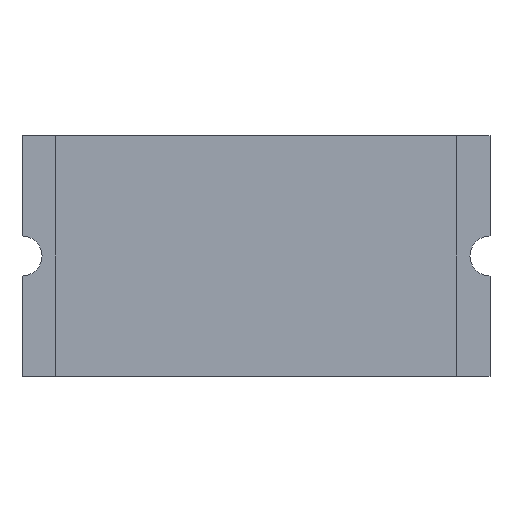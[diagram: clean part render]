
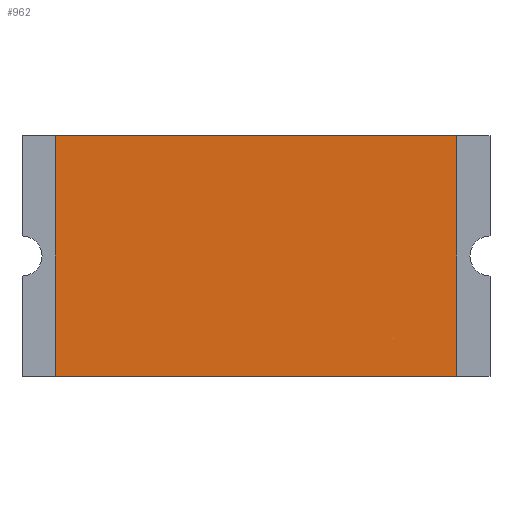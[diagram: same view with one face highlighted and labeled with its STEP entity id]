
A CAD part, front view. The second image highlights one B-rep face of the part: STEP entity #962.
In plain terms, the highlighted planar face has unit normal (0, -1, 0).
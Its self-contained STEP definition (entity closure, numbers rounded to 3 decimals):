
#60=FACE_OUTER_BOUND('',#114,.T.);
#114=EDGE_LOOP('',(#757,#758,#759,#760));
#202=LINE('',#1447,#330);
#205=LINE('',#1452,#333);
#207=LINE('',#1456,#335);
#208=LINE('',#1458,#336);
#330=VECTOR('',#1186,10.);
#333=VECTOR('',#1191,10.);
#335=VECTOR('',#1195,10.);
#336=VECTOR('',#1198,10.);
#441=VERTEX_POINT('',#1444);
#442=VERTEX_POINT('',#1446);
#443=VERTEX_POINT('',#1450);
#444=VERTEX_POINT('',#1454);
#550=EDGE_CURVE('',#441,#442,#202,.T.);
#553=EDGE_CURVE('',#443,#441,#205,.T.);
#555=EDGE_CURVE('',#444,#443,#207,.T.);
#556=EDGE_CURVE('',#442,#444,#208,.T.);
#757=ORIENTED_EDGE('',*,*,#553,.F.);
#758=ORIENTED_EDGE('',*,*,#555,.F.);
#759=ORIENTED_EDGE('',*,*,#556,.F.);
#760=ORIENTED_EDGE('',*,*,#550,.F.);
#908=PLANE('',#1038);
#962=ADVANCED_FACE('',(#60),#908,.F.);
#1038=AXIS2_PLACEMENT_3D('',#1459,#1199,#1200);
#1186=DIRECTION('',(-1.,0.,0.));
#1191=DIRECTION('',(0.,0.,-1.));
#1195=DIRECTION('',(1.,0.,0.));
#1198=DIRECTION('',(0.,0.,1.));
#1199=DIRECTION('center_axis',(0.,1.,0.));
#1200=DIRECTION('ref_axis',(1.,0.,0.));
#1444=CARTESIAN_POINT('',(3.25,0.,0.));
#1446=CARTESIAN_POINT('',(0.25,0.,0.));
#1447=CARTESIAN_POINT('',(3.25,0.,0.));
#1450=CARTESIAN_POINT('',(3.25,0.,1.8));
#1452=CARTESIAN_POINT('',(3.25,0.,1.8));
#1454=CARTESIAN_POINT('',(0.25,0.,1.8));
#1456=CARTESIAN_POINT('',(0.25,0.,1.8));
#1458=CARTESIAN_POINT('',(0.25,0.,0.));
#1459=CARTESIAN_POINT('Origin',(1.75,0.,0.9));
